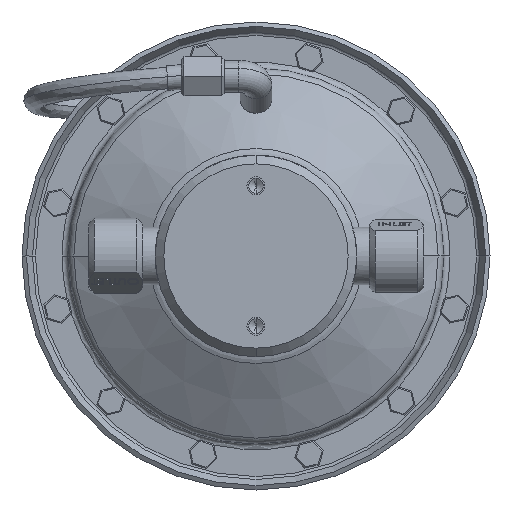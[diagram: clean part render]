
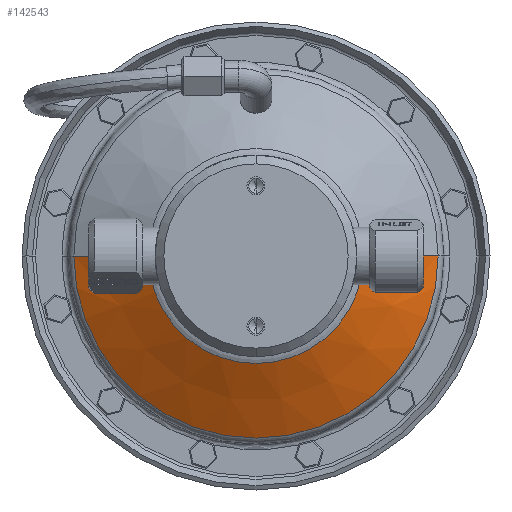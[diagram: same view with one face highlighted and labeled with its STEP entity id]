
A CAD part, front view. The second image highlights one B-rep face of the part: STEP entity #142543.
In plain terms, the highlighted conical face has half-angle 60 degrees and reference radius 47.39 mm.
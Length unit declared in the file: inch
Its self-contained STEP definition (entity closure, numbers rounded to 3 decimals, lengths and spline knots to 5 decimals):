
#2435 = EDGE_CURVE ( 'NONE', #54129, #152150, #103783, .T. ) ;
#5467 = DIRECTION ( 'NONE',  ( 0., 0.5, -0.866 ) ) ;
#9894 = EDGE_CURVE ( 'NONE', #121307, #152150, #23737, .T. ) ;
#12409 = CARTESIAN_POINT ( 'NONE',  ( 0., -1.89641, -1.86576 ) ) ;
#20349 = AXIS2_PLACEMENT_3D ( 'NONE', #53604, #138734, #65904 ) ;
#20698 = DIRECTION ( 'NONE',  ( 0., 0.5, 0.866 ) ) ;
#22255 = CARTESIAN_POINT ( 'NONE',  ( 0., -1.89641, 1.86576 ) ) ;
#23737 = CIRCLE ( 'NONE', #20349, 3.1625 ) ;
#28329 = DIRECTION ( 'NONE',  ( 0., 1., 0. ) ) ;
#28842 = LINE ( 'NONE', #90726, #154450 ) ;
#29998 = DIRECTION ( 'NONE',  ( 0., 1., 0. ) ) ;
#39050 = VECTOR ( 'NONE', #20698, 39.37008 ) ;
#53604 = CARTESIAN_POINT ( 'NONE',  ( 0., -1.14774, 0. ) ) ;
#54129 = VERTEX_POINT ( 'NONE', #61338 ) ;
#61338 = CARTESIAN_POINT ( 'NONE',  ( 0., -1.89641, 1.86576 ) ) ;
#65806 = AXIS2_PLACEMENT_3D ( 'NONE', #125835, #29998, #91275 ) ;
#65904 = DIRECTION ( 'NONE',  ( 0., 0., 1. ) ) ;
#70217 = CARTESIAN_POINT ( 'NONE',  ( 0., -1.14774, -3.1625 ) ) ;
#70552 = ORIENTED_EDGE ( 'NONE', *, *, #9894, .F. ) ;
#76028 = CARTESIAN_POINT ( 'NONE',  ( 0., -1.14774, 3.1625 ) ) ;
#76946 = CONICAL_SURFACE ( 'NONE', #65806, 1.86576, 1.047 ) ;
#90726 = CARTESIAN_POINT ( 'NONE',  ( 0., -1.89641, -1.86576 ) ) ;
#91275 = DIRECTION ( 'NONE',  ( 0., 0., 1. ) ) ;
#94956 = EDGE_LOOP ( 'NONE', ( #128795, #103726, #136661, #70552 ) ) ;
#101225 = CARTESIAN_POINT ( 'NONE',  ( 0., -1.89641, 0. ) ) ;
#103726 = ORIENTED_EDGE ( 'NONE', *, *, #145099, .T. ) ;
#103783 = LINE ( 'NONE', #22255, #39050 ) ;
#113454 = DIRECTION ( 'NONE',  ( 0., 0., 1. ) ) ;
#121307 = VERTEX_POINT ( 'NONE', #70217 ) ;
#125835 = CARTESIAN_POINT ( 'NONE',  ( 0., -1.89641, 0. ) ) ;
#128407 = FACE_OUTER_BOUND ( 'NONE', #94956, .T. ) ;
#128795 = ORIENTED_EDGE ( 'NONE', *, *, #149034, .F. ) ;
#136375 = AXIS2_PLACEMENT_3D ( 'NONE', #101225, #28329, #113454 ) ;
#136661 = ORIENTED_EDGE ( 'NONE', *, *, #2435, .T. ) ;
#138734 = DIRECTION ( 'NONE',  ( 0., 1., 0. ) ) ;
#142543 = ADVANCED_FACE ( 'NONE', ( #128407 ), #76946, .T. ) ;
#145059 = VERTEX_POINT ( 'NONE', #12409 ) ;
#145099 = EDGE_CURVE ( 'NONE', #145059, #54129, #151924, .T. ) ;
#149034 = EDGE_CURVE ( 'NONE', #145059, #121307, #28842, .T. ) ;
#151924 = CIRCLE ( 'NONE', #136375, 1.86576 ) ;
#152150 = VERTEX_POINT ( 'NONE', #76028 ) ;
#154450 = VECTOR ( 'NONE', #5467, 39.37008 ) ;
